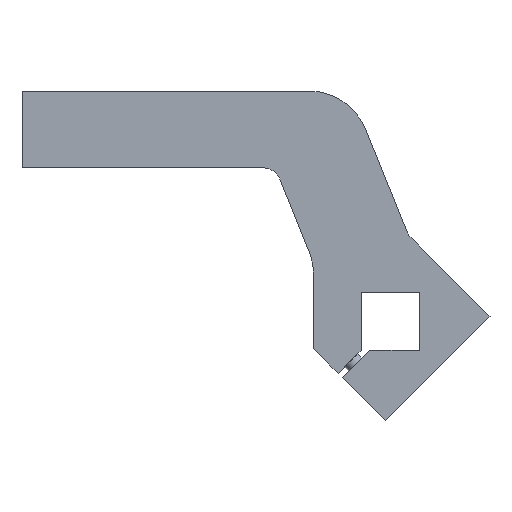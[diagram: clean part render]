
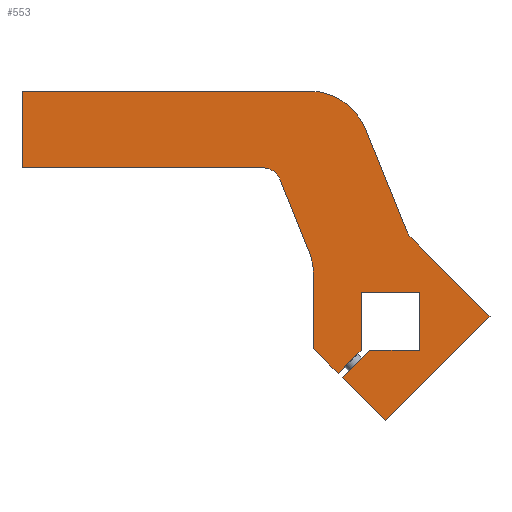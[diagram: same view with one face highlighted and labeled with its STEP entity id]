
A CAD part, left-side view. The second image highlights one B-rep face of the part: STEP entity #553.
In plain terms, the highlighted planar face has unit normal (-1, 0, 0).
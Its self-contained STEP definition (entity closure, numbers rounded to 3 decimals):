
#31=PLANE('',#614);
#53=FACE_OUTER_BOUND('',#86,.T.);
#86=EDGE_LOOP('',(#416,#417,#418,#419,#420,#421,#422,#423,#424,#425,#426,
#427,#428,#429,#430,#431,#432,#433,#434,#435));
#115=LINE('',#809,#173);
#120=LINE('',#824,#178);
#126=LINE('',#849,#184);
#130=LINE('',#861,#188);
#131=LINE('',#864,#189);
#132=LINE('',#865,#190);
#133=LINE('',#867,#191);
#134=LINE('',#869,#192);
#135=LINE('',#871,#193);
#136=LINE('',#873,#194);
#137=LINE('',#875,#195);
#138=LINE('',#877,#196);
#139=LINE('',#879,#197);
#140=LINE('',#881,#198);
#141=LINE('',#883,#199);
#142=LINE('',#884,#200);
#173=VECTOR('',#653,10.);
#178=VECTOR('',#666,10.);
#184=VECTOR('',#690,10.);
#188=VECTOR('',#702,10.);
#189=VECTOR('',#705,10.);
#190=VECTOR('',#706,10.);
#191=VECTOR('',#707,10.);
#192=VECTOR('',#708,10.);
#193=VECTOR('',#709,10.);
#194=VECTOR('',#710,10.);
#195=VECTOR('',#711,10.);
#196=VECTOR('',#712,10.);
#197=VECTOR('',#713,10.);
#198=VECTOR('',#714,10.);
#199=VECTOR('',#715,10.);
#200=VECTOR('',#716,10.);
#229=CIRCLE('',#594,6.);
#231=CIRCLE('',#598,6.);
#238=CIRCLE('',#607,20.);
#240=CIRCLE('',#611,20.);
#249=VERTEX_POINT('',#799);
#250=VERTEX_POINT('',#800);
#253=VERTEX_POINT('',#808);
#255=VERTEX_POINT('',#814);
#256=VERTEX_POINT('',#815);
#259=VERTEX_POINT('',#823);
#266=VERTEX_POINT('',#839);
#267=VERTEX_POINT('',#840);
#270=VERTEX_POINT('',#851);
#271=VERTEX_POINT('',#852);
#274=VERTEX_POINT('',#863);
#275=VERTEX_POINT('',#866);
#276=VERTEX_POINT('',#868);
#277=VERTEX_POINT('',#870);
#278=VERTEX_POINT('',#872);
#279=VERTEX_POINT('',#874);
#280=VERTEX_POINT('',#876);
#281=VERTEX_POINT('',#878);
#282=VERTEX_POINT('',#880);
#283=VERTEX_POINT('',#882);
#301=EDGE_CURVE('',#249,#250,#229,.T.);
#305=EDGE_CURVE('',#253,#250,#115,.T.);
#308=EDGE_CURVE('',#255,#256,#231,.T.);
#312=EDGE_CURVE('',#259,#256,#120,.T.);
#320=EDGE_CURVE('',#266,#267,#238,.T.);
#325=EDGE_CURVE('',#255,#267,#126,.T.);
#326=EDGE_CURVE('',#270,#271,#240,.T.);
#331=EDGE_CURVE('',#249,#271,#130,.T.);
#332=EDGE_CURVE('',#270,#274,#131,.T.);
#333=EDGE_CURVE('',#274,#259,#132,.T.);
#334=EDGE_CURVE('',#266,#275,#133,.T.);
#335=EDGE_CURVE('',#275,#276,#134,.T.);
#336=EDGE_CURVE('',#276,#277,#135,.T.);
#337=EDGE_CURVE('',#277,#278,#136,.T.);
#338=EDGE_CURVE('',#278,#279,#137,.T.);
#339=EDGE_CURVE('',#279,#280,#138,.T.);
#340=EDGE_CURVE('',#280,#281,#139,.T.);
#341=EDGE_CURVE('',#281,#282,#140,.T.);
#342=EDGE_CURVE('',#282,#283,#141,.T.);
#343=EDGE_CURVE('',#283,#253,#142,.T.);
#416=ORIENTED_EDGE('',*,*,#326,.F.);
#417=ORIENTED_EDGE('',*,*,#332,.T.);
#418=ORIENTED_EDGE('',*,*,#333,.T.);
#419=ORIENTED_EDGE('',*,*,#312,.T.);
#420=ORIENTED_EDGE('',*,*,#308,.F.);
#421=ORIENTED_EDGE('',*,*,#325,.T.);
#422=ORIENTED_EDGE('',*,*,#320,.F.);
#423=ORIENTED_EDGE('',*,*,#334,.T.);
#424=ORIENTED_EDGE('',*,*,#335,.T.);
#425=ORIENTED_EDGE('',*,*,#336,.T.);
#426=ORIENTED_EDGE('',*,*,#337,.T.);
#427=ORIENTED_EDGE('',*,*,#338,.T.);
#428=ORIENTED_EDGE('',*,*,#339,.T.);
#429=ORIENTED_EDGE('',*,*,#340,.T.);
#430=ORIENTED_EDGE('',*,*,#341,.T.);
#431=ORIENTED_EDGE('',*,*,#342,.T.);
#432=ORIENTED_EDGE('',*,*,#343,.T.);
#433=ORIENTED_EDGE('',*,*,#305,.T.);
#434=ORIENTED_EDGE('',*,*,#301,.F.);
#435=ORIENTED_EDGE('',*,*,#331,.T.);
#553=ADVANCED_FACE('',(#53),#31,.T.);
#594=AXIS2_PLACEMENT_3D('',#801,#645,#646);
#598=AXIS2_PLACEMENT_3D('',#816,#658,#659);
#607=AXIS2_PLACEMENT_3D('',#841,#681,#682);
#611=AXIS2_PLACEMENT_3D('',#853,#693,#694);
#614=AXIS2_PLACEMENT_3D('',#862,#703,#704);
#645=DIRECTION('center_axis',(-1.,0.,0.));
#646=DIRECTION('ref_axis',(0.,0.834,-0.552));
#653=DIRECTION('',(0.,0.707,0.707));
#658=DIRECTION('center_axis',(-1.,0.,0.));
#659=DIRECTION('ref_axis',(0.,-0.559,0.829));
#666=DIRECTION('',(0.,-1.,0.));
#681=DIRECTION('center_axis',(-1.,0.,0.));
#682=DIRECTION('ref_axis',(0.,-0.982,0.191));
#690=DIRECTION('',(0.,-0.375,-0.927));
#693=DIRECTION('center_axis',(1.,0.,0.));
#694=DIRECTION('ref_axis',(0.,-0.559,0.829));
#702=DIRECTION('',(0.,0.375,0.927));
#703=DIRECTION('center_axis',(-1.,0.,0.));
#704=DIRECTION('ref_axis',(0.,0.,1.));
#705=DIRECTION('',(0.,1.,0.));
#706=DIRECTION('',(0.,0.,-1.));
#707=DIRECTION('',(0.,0.,-1.));
#708=DIRECTION('',(0.,-0.707,-0.707));
#709=DIRECTION('',(0.,-0.707,0.707));
#710=DIRECTION('',(0.,0.,1.));
#711=DIRECTION('',(0.,-1.,0.));
#712=DIRECTION('',(0.,0.,-1.));
#713=DIRECTION('',(0.,1.,0.));
#714=DIRECTION('',(0.,0.707,-0.707));
#715=DIRECTION('',(0.,-0.707,-0.707));
#716=DIRECTION('',(0.,-0.707,0.707));
#799=CARTESIAN_POINT('',(-10.,-5.488,29.127));
#800=CARTESIAN_POINT('',(-10.,-6.809,27.132));
#801=CARTESIAN_POINT('Origin',(-10.,-11.051,31.375));
#808=CARTESIAN_POINT('',(-10.,-32.527,1.414));
#809=CARTESIAN_POINT('',(-10.,-16.971,16.971));
#814=CARTESIAN_POINT('',(-10.,35.942,46.248));
#815=CARTESIAN_POINT('',(-10.,41.505,50.));
#816=CARTESIAN_POINT('Origin',(-10.,41.505,44.));
#823=CARTESIAN_POINT('',(-10.,120.,50.));
#824=CARTESIAN_POINT('',(-10.,37.458,50.));
#839=CARTESIAN_POINT('',(-10.,25.,15.278));
#840=CARTESIAN_POINT('',(-10.,26.456,22.77));
#841=CARTESIAN_POINT('Origin',(-10.,45.,15.278));
#849=CARTESIAN_POINT('',(-10.,25.,19.166));
#851=CARTESIAN_POINT('',(-10.,26.536,75.));
#852=CARTESIAN_POINT('',(-10.,7.992,62.492));
#853=CARTESIAN_POINT('Origin',(-10.,26.536,55.));
#861=CARTESIAN_POINT('',(-10.,13.045,75.));
#862=CARTESIAN_POINT('Origin',(-10.,45.5,43.621));
#863=CARTESIAN_POINT('',(-10.,120.,75.));
#864=CARTESIAN_POINT('',(-10.,120.,75.));
#865=CARTESIAN_POINT('',(-10.,120.,50.));
#866=CARTESIAN_POINT('',(-10.,25.,-8.941));
#867=CARTESIAN_POINT('',(-10.,25.,-8.941));
#868=CARTESIAN_POINT('',(-10.,16.971,-16.971));
#869=CARTESIAN_POINT('',(-10.,16.971,-16.971));
#870=CARTESIAN_POINT('',(-10.,9.5,-9.5));
#871=CARTESIAN_POINT('',(-10.,18.147,-18.147));
#872=CARTESIAN_POINT('',(-10.,9.5,9.5));
#873=CARTESIAN_POINT('',(-10.,9.5,9.5));
#874=CARTESIAN_POINT('',(-10.,-9.5,9.5));
#875=CARTESIAN_POINT('',(-10.,-9.5,9.5));
#876=CARTESIAN_POINT('',(-10.,-9.5,-9.5));
#877=CARTESIAN_POINT('',(-10.,-9.5,26.561));
#878=CARTESIAN_POINT('',(-10.,6.672,-9.5));
#879=CARTESIAN_POINT('',(-10.,18.,-9.5));
#880=CARTESIAN_POINT('',(-10.,15.556,-18.385));
#881=CARTESIAN_POINT('',(-10.,3.098,-5.927));
#882=CARTESIAN_POINT('',(-10.,1.414,-32.527));
#883=CARTESIAN_POINT('',(-10.,16.971,-16.971));
#884=CARTESIAN_POINT('',(-10.,-32.527,1.414));
